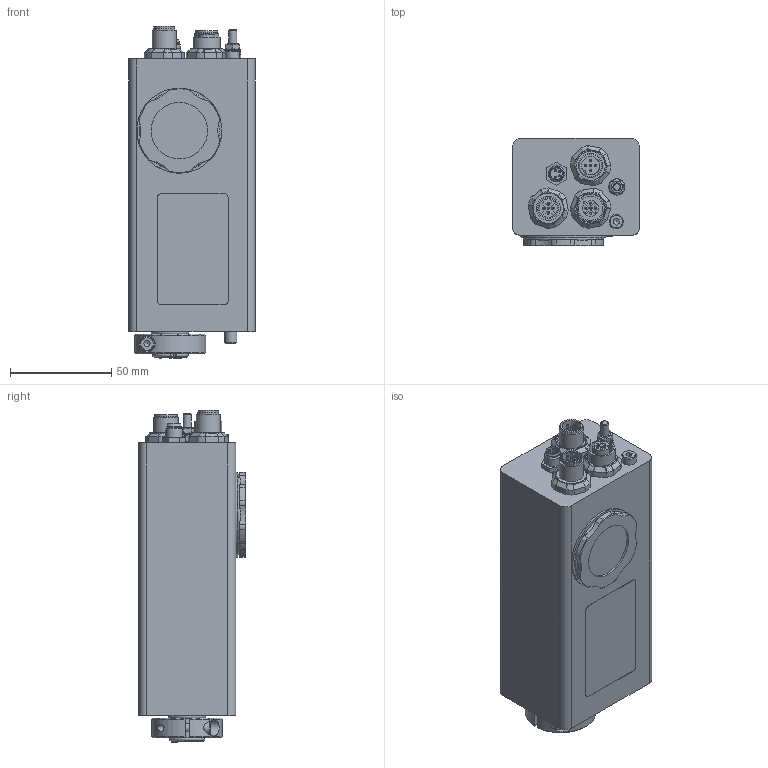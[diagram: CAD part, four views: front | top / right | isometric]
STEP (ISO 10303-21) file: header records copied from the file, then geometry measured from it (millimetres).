
FILE_DESCRIPTION(/* description */ (''),/* implementation_level */ '2;1');
FILE_NAME(/* name */ 'ü-STP-Datei_PSS31x33x-14.stp',/* time_stamp */ '2020-11-05T11:14:09+01:00',/* author */ ('stefan.mueller'),/* organization */ (''),/* preprocessor_version */ 'ST-DEVELOPER v17',/* originating_system */ 'Autodesk Inventor 2018',/* authorisation */ '');
FILE_SCHEMA (('AUTOMOTIVE_DESIGN { 1 0 10303 214 3 1 1 }'));
Length unit declared in the file: millimetre
Products named in the file (1): ENG-105619
Bounding box: 62.5 x 53.2 x 164.3 mm (x, y, z)
Volume: 422323.7 mm3; surface area: 46334 mm2
Topology: 1 solids, 1 shells, 1025 faces, 2809 edges, 1817 vertices
Faces by surface type: plane 465, cylinder 237, bspline 188, cone 54, sphere 45, torus 36
Full cylindrical faces by diameter (mm): 1 x19, 2 x1, 3.459 x1, 4 x3, 4.3 x1, 4.5 x1, 5.5 x4, 5.8 x1, 6 x6, 6.4 x1, 6.8 x2, 7 x2, 7.2 x1, 8 x4, 8.1 x1, 8.2 x2, 9 x1, 9.2 x1, 10.2 x1, 10.5 x1, 11 x2, 12 x3, 13.5 x1, 14 x1, 14.376 x2, 14.4 x1, 15 x1, 26 x1, 28 x1, 42 x1
Entity records: 36408 total; most frequent: CARTESIAN_POINT 10337, ORIENTED_EDGE 5516, DIRECTION 4788, EDGE_CURVE 2758, VERTEX_POINT 1817, AXIS2_PLACEMENT_3D 1734, LINE 1320, VECTOR 1320
